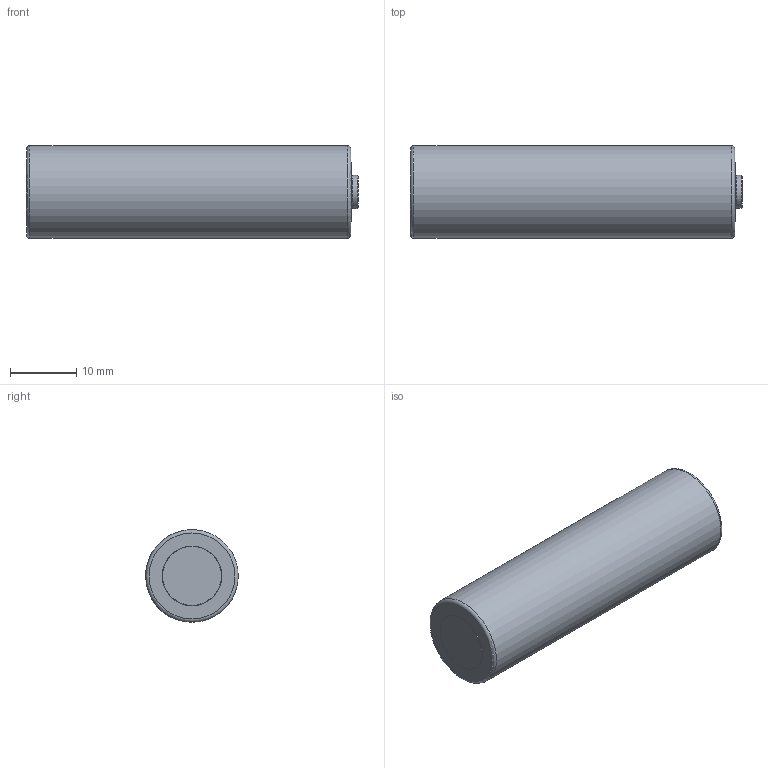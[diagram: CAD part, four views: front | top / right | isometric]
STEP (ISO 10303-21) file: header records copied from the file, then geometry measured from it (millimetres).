
FILE_DESCRIPTION(/* description */ (''),/* implementation_level */ '2;1');
FILE_NAME(/* name */ 'AA Batterie.step',/* time_stamp */ '2021-05-07T17:34:18+02:00',/* author */ (''),/* organization */ (''),/* preprocessor_version */ 'ST-DEVELOPER v18.1',/* originating_system */ 'Autodesk Translation Framework v10.6.0.1341',/* authorisation */ '');
FILE_SCHEMA (('AUTOMOTIVE_DESIGN { 1 0 10303 214 3 1 1 }'));
Length unit declared in the file: millimetre
Products named in the file (1): AA Batterie
Bounding box: 50.2 x 13.99 x 13.99 mm (x, y, z)
Volume: 7570.5 mm3; surface area: 2462.3 mm2
Topology: 1 solids, 1 shells, 41 faces, 95 edges, 63 vertices
Faces by surface type: plane 27, cylinder 8, torus 6
Full cylindrical faces by diameter (mm): 5 x1, 9 x2, 14 x1
Entity records: 1270 total; most frequent: DIRECTION 228, CARTESIAN_POINT 200, ORIENTED_EDGE 190, EDGE_CURVE 95, AXIS2_PLACEMENT_3D 91, VERTEX_POINT 63, EDGE_LOOP 48, LINE 46
